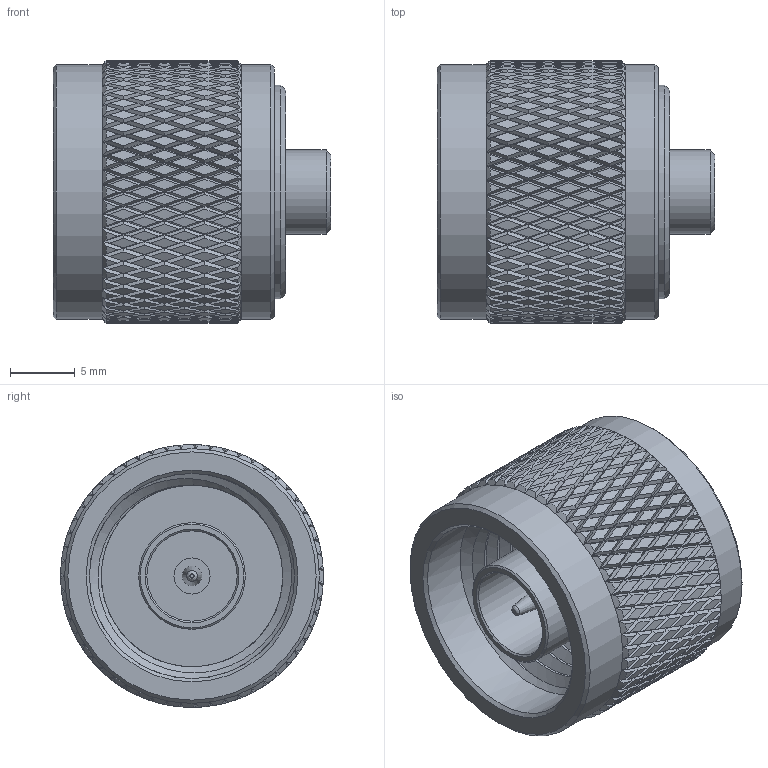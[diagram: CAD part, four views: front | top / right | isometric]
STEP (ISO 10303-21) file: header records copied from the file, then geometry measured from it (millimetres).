
FILE_DESCRIPTION (( 'STEP AP203' ), '1' );
FILE_NAME ('PE6154.step', '2020-01-06T15:13:11', ( '' ), ( '' ), 'SwSTEP 2.0', 'SolidWorks 2018', '' );
FILE_SCHEMA (( 'CONFIG_CONTROL_DESIGN' ));
Products named in the file (1): PE6154
Bounding box: 21.5 x 20.32 x 20.32 mm (x, y, z)
Volume: 4025.7 mm3; surface area: 3208.8 mm2
Topology: 1 solids, 1 shells, 2238 faces, 4757 edges, 2528 vertices
Faces by surface type: bspline 1764, cylinder 454, cone 11, plane 9
Full cylindrical faces by diameter (mm): 1.524 x1, 2.794 x1, 6.5 x1, 6.985 x1, 8.255 x1, 15.875 x5, 16.51 x1, 19.715 x2
Entity records: 81182 total; most frequent: CARTESIAN_POINT 52893, ORIENTED_EDGE 9428, EDGE_CURVE 4714, VERTEX_POINT 2510, EDGE_LOOP 2260, FACE_OUTER_BOUND 2243, ADVANCED_FACE 2233, B_SPLINE_CURVE_WITH_KNOTS 2150
